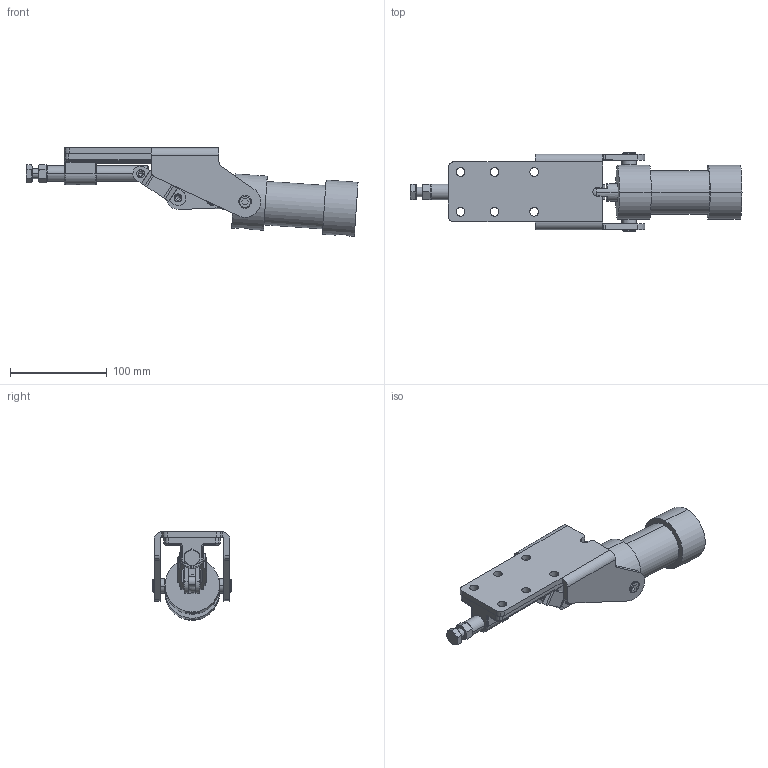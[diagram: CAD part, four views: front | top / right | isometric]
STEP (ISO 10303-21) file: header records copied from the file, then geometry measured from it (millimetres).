
FILE_DESCRIPTION((''),'2;1');
FILE_NAME('735-opened.stp','2005-09-28T10:52:09',('CAD'),(''),'Autodesk Inventor 8','Autodesk Inventor 8','');
FILE_SCHEMA(('AUTOMOTIVE_DESIGN { 1 0 10303 214 1 1 1 1 }'));
Length unit declared in the file: millimetre
Products named in the file (16): R735D1-OTEVØENÁ; 315-01D1; 735-03E1; 315-04E1; 315-05E1; 735-06E1; 735-07E1; 735-08D1; N 8x18 [D=10][d=8][d1=5][L=18][k=1,2][L1=3][R1=0,5][R=0,6]; N 8x26 [D=10][d=8][d1=5][L=26][k=1,2][L1=3][R1=0,5][R=0,6]; P 10x8x16; Šroub se šestihrannou hlavou ISO 4017 - M10x45; Matice 萐N EN 24 032 M10_1; Kroužek 6 ÈSN 022929; Šroub s vnitøním šestihranem DIN 912 - M8 x 12; VÁLEC PV40-70 2000045710400071
Assembly tree (21 placements, depth 2):
  R735D1-OTEVØENÁ
    315-01D1
    735-03E1  x2
    315-04E1
    315-05E1  x2
    735-06E1
    735-07E1  x2
    735-08D1
    N 8x18 [D=10][d=8][d1=5][L=18][k=1,2][L1=3][R1=0,5][R=0,6]
    N 8x26 [D=10][d=8][d1=5][L=26][k=1,2][L1=3][R1=0,5][R=0,6]  x2
    P 10x8x16
    Šroub se šestihrannou hlavou ISO 4017 - M10x45
    Matice 萐N EN 24 032 M10_1
    Kroužek 6 ÈSN 022929  x2
    Šroub s vnitøním šestihranem DIN 912 - M8 x 12  x2
    VÁLEC PV40-70 2000045710400071
Bounding box: 342.94 x 81 x 91.71 mm (x, y, z)
Volume: 476594.8 mm3; surface area: 126280.8 mm2
Topology: 21 solids, 21 shells, 867 faces, 2181 edges, 1354 vertices
Faces by surface type: plane 370, cylinder 212, cone 134, bspline 131, torus 18, sphere 2
Entity records: 25418 total; most frequent: CARTESIAN_POINT 7271, DIRECTION 3825, ORIENTED_EDGE 3754, EDGE_CURVE 1877, AXIS2_PLACEMENT_3D 1482, VERTEX_POINT 1169, VECTOR 861, LINE 861
